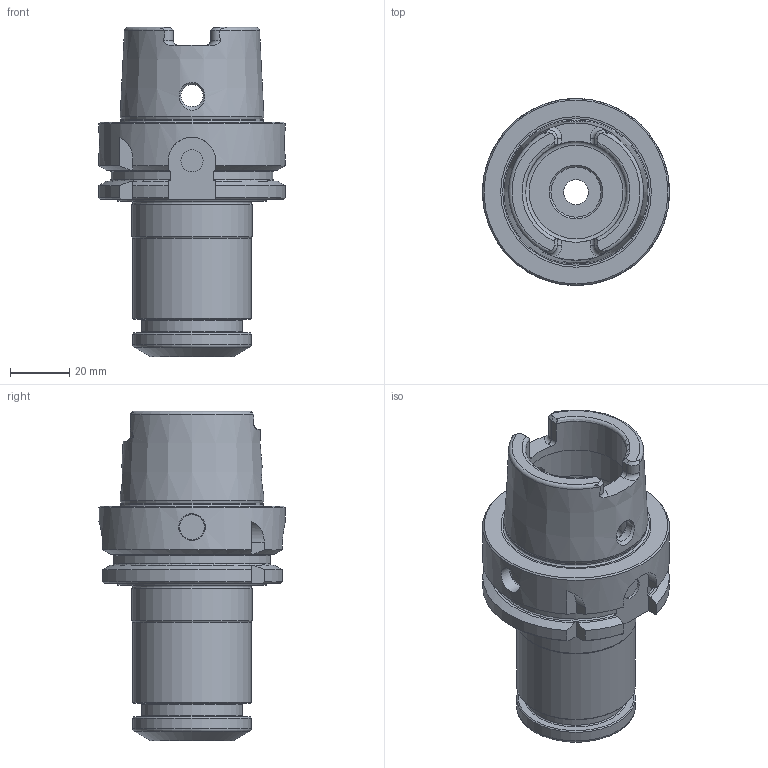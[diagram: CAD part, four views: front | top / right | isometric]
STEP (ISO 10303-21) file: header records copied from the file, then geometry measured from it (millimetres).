
FILE_DESCRIPTION(/* description */ (''),/* implementation_level */ '2;1');
FILE_NAME(/* name */ '456372540.stp',/* time_stamp */ '2021-01-08T12:25:16',/* author */ ('LRA'),/* organization */ ('REGO-FIX'),/* preprocessor_version */ ' Unknown',/* originating_system */ 'SIEMENS PLM Software Solid Edge ST10',/* authorization */ 'Unknown');
FILE_SCHEMA (('AUTOMOTIVE_DESIGN { 1 0 10303 214 2 1 1}'));
Length unit declared in the file: millimetre
Products named in the file (1): 0021562
Bounding box: 63 x 63 x 111 mm (x, y, z)
Volume: 119109.9 mm3; surface area: 33416.1 mm2
Topology: 1 solids, 1 shells, 144 faces, 370 edges, 236 vertices
Faces by surface type: plane 50, cylinder 37, cone 31, torus 26
Full cylindrical faces by diameter (mm): 7.5 x3, 8.4 x1, 9 x1, 10 x1, 16.917 x1, 20 x1, 25 x1, 34 x3, 40 x3, 40.5 x1, 48.039 x1, 63 x1
Entity records: 5276 total; most frequent: CARTESIAN_POINT 1127, DIRECTION 632, ORIENTED_EDGE 598, EDGE_CURVE 299, AXIS2_PLACEMENT_3D 271, VERTEX_POINT 216, EDGE_LOOP 209, FACE_BOUND 209
